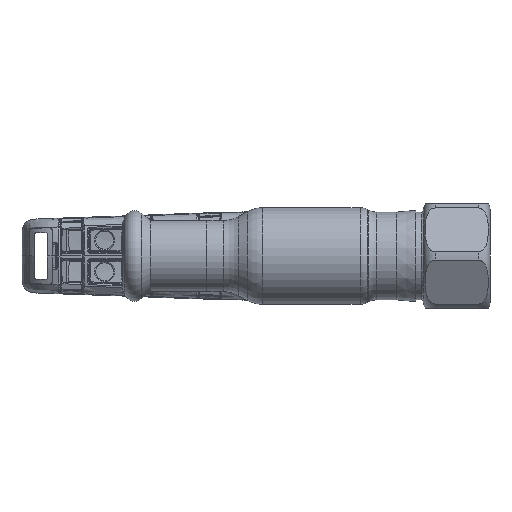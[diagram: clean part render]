
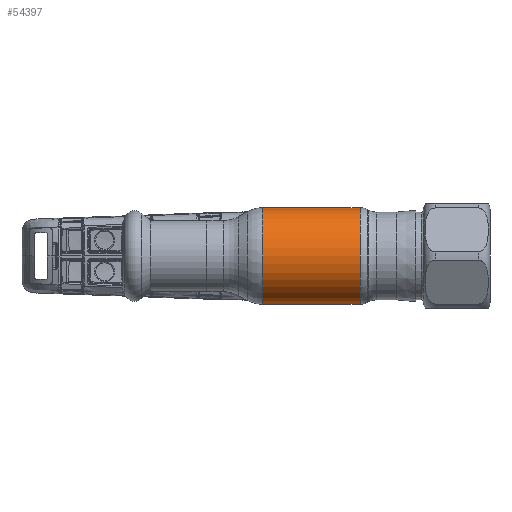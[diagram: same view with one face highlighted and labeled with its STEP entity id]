
A CAD part, front view. The second image highlights one B-rep face of the part: STEP entity #54397.
In plain terms, the highlighted cylindrical face has radius 12.5 mm (diameter 25 mm), a partial arc.
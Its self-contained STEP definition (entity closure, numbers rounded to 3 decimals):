
#552 = EDGE_CURVE ( 'NONE', #20621, #14770, #19784, .T. ) ;
#3419 = CARTESIAN_POINT ( 'NONE',  ( -12.606, 0., 12.5 ) ) ;
#4900 = DIRECTION ( 'NONE',  ( -1., 0., 0. ) ) ;
#8378 = DIRECTION ( 'NONE',  ( 0., 0., 1. ) ) ;
#13107 = ORIENTED_EDGE ( 'NONE', *, *, #552, .F. ) ;
#14015 = DIRECTION ( 'NONE',  ( -1., 0., 0. ) ) ;
#14770 = VERTEX_POINT ( 'NONE', #3419 ) ;
#16031 = EDGE_CURVE ( 'NONE', #61737, #32126, #49085, .T. ) ;
#18394 = EDGE_CURVE ( 'NONE', #32126, #14770, #42588, .T. ) ;
#19784 = CIRCLE ( 'NONE', #58280, 12.5 ) ;
#20414 = ORIENTED_EDGE ( 'NONE', *, *, #18394, .T. ) ;
#20621 = VERTEX_POINT ( 'NONE', #45733 ) ;
#22228 = LINE ( 'NONE', #63432, #32375 ) ;
#22690 = EDGE_CURVE ( 'NONE', #61737, #20621, #22228, .T. ) ;
#23401 = DIRECTION ( 'NONE',  ( 0., 0., 1. ) ) ;
#23910 = VECTOR ( 'NONE', #4900, 1000. ) ;
#30550 = AXIS2_PLACEMENT_3D ( 'NONE', #53173, #14015, #23401 ) ;
#32126 = VERTEX_POINT ( 'NONE', #59055 ) ;
#32375 = VECTOR ( 'NONE', #38677, 1000. ) ;
#34705 = ORIENTED_EDGE ( 'NONE', *, *, #16031, .T. ) ;
#38677 = DIRECTION ( 'NONE',  ( -1., 0., 0. ) ) ;
#38755 = CYLINDRICAL_SURFACE ( 'NONE', #41892, 12.5 ) ;
#41390 = ORIENTED_EDGE ( 'NONE', *, *, #22690, .F. ) ;
#41892 = AXIS2_PLACEMENT_3D ( 'NONE', #47905, #57090, #8378 ) ;
#42588 = LINE ( 'NONE', #45116, #23910 ) ;
#45116 = CARTESIAN_POINT ( 'NONE',  ( -62.69, 0., 12.5 ) ) ;
#45623 = EDGE_LOOP ( 'NONE', ( #41390, #34705, #20414, #13107 ) ) ;
#45733 = CARTESIAN_POINT ( 'NONE',  ( -12.606, 0., -12.5 ) ) ;
#47905 = CARTESIAN_POINT ( 'NONE',  ( -62.69, 0., 0. ) ) ;
#48609 = DIRECTION ( 'NONE',  ( 0., 0., 1. ) ) ;
#49085 = CIRCLE ( 'NONE', #30550, 12.5 ) ;
#49877 = CARTESIAN_POINT ( 'NONE',  ( 12.606, 0., -12.5 ) ) ;
#53173 = CARTESIAN_POINT ( 'NONE',  ( 12.606, 0., 0. ) ) ;
#53413 = CARTESIAN_POINT ( 'NONE',  ( -12.606, 0., 0. ) ) ;
#54397 = ADVANCED_FACE ( 'NONE', ( #57372 ), #38755, .T. ) ;
#57090 = DIRECTION ( 'NONE',  ( -1., 0., 0. ) ) ;
#57372 = FACE_OUTER_BOUND ( 'NONE', #45623, .T. ) ;
#58280 = AXIS2_PLACEMENT_3D ( 'NONE', #53413, #58447, #48609 ) ;
#58447 = DIRECTION ( 'NONE',  ( -1., 0., 0. ) ) ;
#59055 = CARTESIAN_POINT ( 'NONE',  ( 12.606, 0., 12.5 ) ) ;
#61737 = VERTEX_POINT ( 'NONE', #49877 ) ;
#63432 = CARTESIAN_POINT ( 'NONE',  ( -62.69, 0., -12.5 ) ) ;
